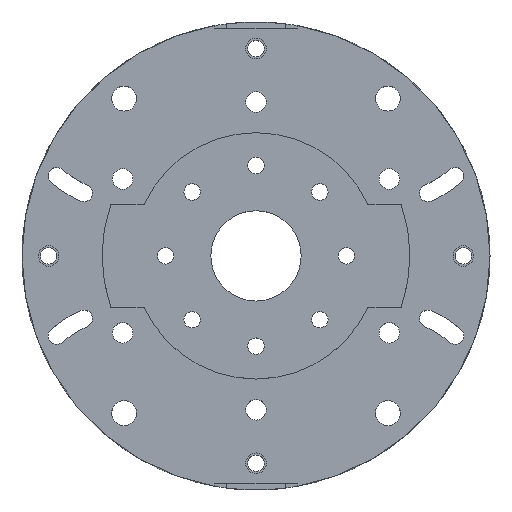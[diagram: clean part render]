
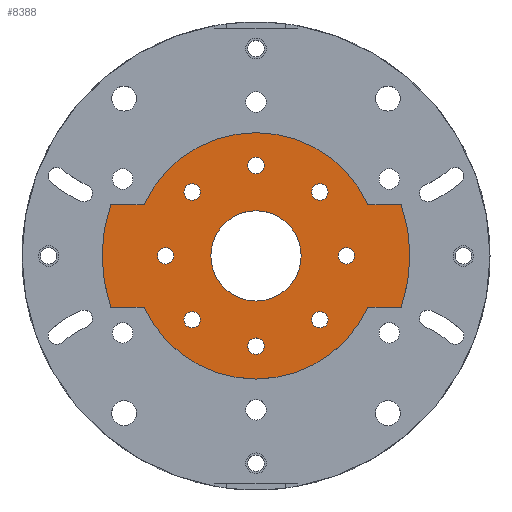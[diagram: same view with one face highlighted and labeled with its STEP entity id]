
A CAD part, top view. The second image highlights one B-rep face of the part: STEP entity #8388.
In plain terms, the highlighted planar face has unit normal (0, 0, 1).
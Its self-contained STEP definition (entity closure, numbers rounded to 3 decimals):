
#2802=CARTESIAN_POINT('',(0.,0.,13.));
#2803=DIRECTION('',(0.,0.,-1.));
#2804=DIRECTION('',(1.,0.,0.));
#2805=AXIS2_PLACEMENT_3D('',#2802,#2803,#2804);
#2807=CARTESIAN_POINT('',(0.,0.,13.));
#2808=DIRECTION('',(0.,0.,-1.));
#2809=DIRECTION('',(-1.,0.,0.));
#2810=AXIS2_PLACEMENT_3D('',#2807,#2808,#2809);
#2812=CARTESIAN_POINT('',(-22.,0.,13.));
#2813=DIRECTION('',(0.,0.,-1.));
#2814=DIRECTION('',(1.,0.,0.));
#2815=AXIS2_PLACEMENT_3D('',#2812,#2813,#2814);
#2817=CARTESIAN_POINT('',(-22.,0.,13.));
#2818=DIRECTION('',(0.,0.,-1.));
#2819=DIRECTION('',(-1.,0.,0.));
#2820=AXIS2_PLACEMENT_3D('',#2817,#2818,#2819);
#2822=CARTESIAN_POINT('',(0.,22.,13.));
#2823=DIRECTION('',(0.,0.,-1.));
#2824=DIRECTION('',(1.,0.,0.));
#2825=AXIS2_PLACEMENT_3D('',#2822,#2823,#2824);
#2827=CARTESIAN_POINT('',(0.,22.,13.));
#2828=DIRECTION('',(0.,0.,-1.));
#2829=DIRECTION('',(-1.,0.,0.));
#2830=AXIS2_PLACEMENT_3D('',#2827,#2828,#2829);
#2832=CARTESIAN_POINT('',(22.,0.,13.));
#2833=DIRECTION('',(0.,0.,-1.));
#2834=DIRECTION('',(1.,0.,0.));
#2835=AXIS2_PLACEMENT_3D('',#2832,#2833,#2834);
#2837=CARTESIAN_POINT('',(22.,0.,13.));
#2838=DIRECTION('',(0.,0.,-1.));
#2839=DIRECTION('',(-1.,0.,0.));
#2840=AXIS2_PLACEMENT_3D('',#2837,#2838,#2839);
#2842=CARTESIAN_POINT('',(0.,-22.,13.));
#2843=DIRECTION('',(0.,0.,-1.));
#2844=DIRECTION('',(1.,0.,0.));
#2845=AXIS2_PLACEMENT_3D('',#2842,#2843,#2844);
#2847=CARTESIAN_POINT('',(0.,-22.,13.));
#2848=DIRECTION('',(0.,0.,-1.));
#2849=DIRECTION('',(-1.,0.,0.));
#2850=AXIS2_PLACEMENT_3D('',#2847,#2848,#2849);
#2852=CARTESIAN_POINT('',(-15.556,15.556,13.));
#2853=DIRECTION('',(0.,0.,-1.));
#2854=DIRECTION('',(1.,0.,0.));
#2855=AXIS2_PLACEMENT_3D('',#2852,#2853,#2854);
#2857=CARTESIAN_POINT('',(-15.556,15.556,13.));
#2858=DIRECTION('',(0.,0.,-1.));
#2859=DIRECTION('',(-1.,0.,0.));
#2860=AXIS2_PLACEMENT_3D('',#2857,#2858,#2859);
#2862=CARTESIAN_POINT('',(15.556,-15.556,13.));
#2863=DIRECTION('',(0.,0.,-1.));
#2864=DIRECTION('',(1.,0.,0.));
#2865=AXIS2_PLACEMENT_3D('',#2862,#2863,#2864);
#2867=CARTESIAN_POINT('',(15.556,-15.556,13.));
#2868=DIRECTION('',(0.,0.,-1.));
#2869=DIRECTION('',(-1.,0.,0.));
#2870=AXIS2_PLACEMENT_3D('',#2867,#2868,#2869);
#2872=CARTESIAN_POINT('',(-15.556,-15.556,13.));
#2873=DIRECTION('',(0.,0.,-1.));
#2874=DIRECTION('',(1.,0.,0.));
#2875=AXIS2_PLACEMENT_3D('',#2872,#2873,#2874);
#2877=CARTESIAN_POINT('',(-15.556,-15.556,13.));
#2878=DIRECTION('',(0.,0.,-1.));
#2879=DIRECTION('',(-1.,0.,0.));
#2880=AXIS2_PLACEMENT_3D('',#2877,#2878,#2879);
#2882=CARTESIAN_POINT('',(15.556,15.556,13.));
#2883=DIRECTION('',(0.,0.,-1.));
#2884=DIRECTION('',(1.,0.,0.));
#2885=AXIS2_PLACEMENT_3D('',#2882,#2883,#2884);
#2887=CARTESIAN_POINT('',(15.556,15.556,13.));
#2888=DIRECTION('',(0.,0.,-1.));
#2889=DIRECTION('',(-1.,0.,0.));
#2890=AXIS2_PLACEMENT_3D('',#2887,#2888,#2889);
#2892=CARTESIAN_POINT('',(0.,0.,13.));
#2893=DIRECTION('',(0.,0.,1.));
#2894=DIRECTION('',(0.909,0.417,0.));
#2895=AXIS2_PLACEMENT_3D('',#2892,#2893,#2894);
#2897=DIRECTION('',(-1.,0.,0.));
#2898=VECTOR('',#2897,8.084);
#2899=CARTESIAN_POINT('',(35.355,12.5,13.));
#2900=LINE('',#2899,#2898);
#2901=CARTESIAN_POINT('',(0.,0.,13.));
#2902=DIRECTION('',(0.,0.,1.));
#2903=DIRECTION('',(0.943,-0.333,0.));
#2904=AXIS2_PLACEMENT_3D('',#2901,#2902,#2903);
#2906=DIRECTION('',(1.,0.,0.));
#2907=VECTOR('',#2906,8.084);
#2908=CARTESIAN_POINT('',(27.272,-12.5,13.));
#2909=LINE('',#2908,#2907);
#2910=CARTESIAN_POINT('',(0.,0.,13.));
#2911=DIRECTION('',(0.,0.,1.));
#2912=DIRECTION('',(-0.909,-0.417,0.));
#2913=AXIS2_PLACEMENT_3D('',#2910,#2911,#2912);
#2915=DIRECTION('',(1.,0.,0.));
#2916=VECTOR('',#2915,8.084);
#2917=CARTESIAN_POINT('',(-35.355,-12.5,13.));
#2918=LINE('',#2917,#2916);
#2919=CARTESIAN_POINT('',(0.,0.,13.));
#2920=DIRECTION('',(0.,0.,1.));
#2921=DIRECTION('',(-0.943,0.333,0.));
#2922=AXIS2_PLACEMENT_3D('',#2919,#2920,#2921);
#2924=DIRECTION('',(-1.,0.,0.));
#2925=VECTOR('',#2924,8.084);
#2926=CARTESIAN_POINT('',(-27.272,12.5,13.));
#2927=LINE('',#2926,#2925);
#3783=CARTESIAN_POINT('',(11.,0.,13.));
#3784=CARTESIAN_POINT('',(-11.,0.,13.));
#3785=VERTEX_POINT('',#3783);
#3786=VERTEX_POINT('',#3784);
#3787=CARTESIAN_POINT('',(-20.,0.,13.));
#3788=CARTESIAN_POINT('',(-24.,0.,13.));
#3789=VERTEX_POINT('',#3787);
#3790=VERTEX_POINT('',#3788);
#3791=CARTESIAN_POINT('',(2.,22.,13.));
#3792=CARTESIAN_POINT('',(-2.,22.,13.));
#3793=VERTEX_POINT('',#3791);
#3794=VERTEX_POINT('',#3792);
#3795=CARTESIAN_POINT('',(24.,0.,13.));
#3796=CARTESIAN_POINT('',(20.,0.,13.));
#3797=VERTEX_POINT('',#3795);
#3798=VERTEX_POINT('',#3796);
#3799=CARTESIAN_POINT('',(2.,-22.,13.));
#3800=CARTESIAN_POINT('',(-2.,-22.,13.));
#3801=VERTEX_POINT('',#3799);
#3802=VERTEX_POINT('',#3800);
#3895=CARTESIAN_POINT('',(-35.355,12.5,13.));
#3896=CARTESIAN_POINT('',(-35.355,-12.5,13.));
#3897=VERTEX_POINT('',#3895);
#3898=VERTEX_POINT('',#3896);
#3899=CARTESIAN_POINT('',(35.355,-12.5,13.));
#3900=CARTESIAN_POINT('',(35.355,12.5,13.));
#3901=VERTEX_POINT('',#3899);
#3902=VERTEX_POINT('',#3900);
#3911=CARTESIAN_POINT('',(-13.556,15.556,13.));
#3912=CARTESIAN_POINT('',(-17.556,15.556,13.));
#3913=VERTEX_POINT('',#3911);
#3914=VERTEX_POINT('',#3912);
#3915=CARTESIAN_POINT('',(17.556,-15.556,13.));
#3916=CARTESIAN_POINT('',(13.556,-15.556,13.));
#3917=VERTEX_POINT('',#3915);
#3918=VERTEX_POINT('',#3916);
#3919=CARTESIAN_POINT('',(-13.556,-15.556,13.));
#3920=CARTESIAN_POINT('',(-17.556,-15.556,13.));
#3921=VERTEX_POINT('',#3919);
#3922=VERTEX_POINT('',#3920);
#3923=CARTESIAN_POINT('',(17.556,15.556,13.));
#3924=CARTESIAN_POINT('',(13.556,15.556,13.));
#3925=VERTEX_POINT('',#3923);
#3926=VERTEX_POINT('',#3924);
#4011=CARTESIAN_POINT('',(-27.272,-12.5,13.));
#4012=VERTEX_POINT('',#4011);
#4013=CARTESIAN_POINT('',(27.272,-12.5,13.));
#4014=VERTEX_POINT('',#4013);
#4015=CARTESIAN_POINT('',(-27.272,12.5,13.));
#4016=VERTEX_POINT('',#4015);
#4017=CARTESIAN_POINT('',(27.272,12.5,13.));
#4018=VERTEX_POINT('',#4017);
#8319=CARTESIAN_POINT('',(0.,0.,13.));
#8320=DIRECTION('',(0.,0.,1.));
#8321=DIRECTION('',(1.,0.,0.));
#8322=AXIS2_PLACEMENT_3D('',#8319,#8320,#8321);
#8323=PLANE('',#8322);
#8324=ORIENTED_EDGE('',*,*,#8245,.F.);
#8325=ORIENTED_EDGE('',*,*,#8258,.F.);
#8326=ORIENTED_EDGE('',*,*,#8272,.F.);
#8327=ORIENTED_EDGE('',*,*,#8286,.F.);
#8328=ORIENTED_EDGE('',*,*,#8299,.F.);
#8329=ORIENTED_EDGE('',*,*,#8313,.F.);
#8330=ORIENTED_EDGE('',*,*,#8215,.F.);
#8331=ORIENTED_EDGE('',*,*,#8230,.F.);
#8332=EDGE_LOOP('',(#8324,#8325,#8326,#8327,#8328,#8329,#8330,#8331));
#8333=FACE_OUTER_BOUND('',#8332,.F.);
#8335=ORIENTED_EDGE('',*,*,#8334,.F.);
#8337=ORIENTED_EDGE('',*,*,#8336,.F.);
#8338=EDGE_LOOP('',(#8335,#8337));
#8339=FACE_BOUND('',#8338,.F.);
#8341=ORIENTED_EDGE('',*,*,#8340,.F.);
#8343=ORIENTED_EDGE('',*,*,#8342,.F.);
#8344=EDGE_LOOP('',(#8341,#8343));
#8345=FACE_BOUND('',#8344,.F.);
#8347=ORIENTED_EDGE('',*,*,#8346,.F.);
#8349=ORIENTED_EDGE('',*,*,#8348,.F.);
#8350=EDGE_LOOP('',(#8347,#8349));
#8351=FACE_BOUND('',#8350,.F.);
#8353=ORIENTED_EDGE('',*,*,#8352,.F.);
#8355=ORIENTED_EDGE('',*,*,#8354,.F.);
#8356=EDGE_LOOP('',(#8353,#8355));
#8357=FACE_BOUND('',#8356,.F.);
#8359=ORIENTED_EDGE('',*,*,#8358,.F.);
#8361=ORIENTED_EDGE('',*,*,#8360,.F.);
#8362=EDGE_LOOP('',(#8359,#8361));
#8363=FACE_BOUND('',#8362,.F.);
#8365=ORIENTED_EDGE('',*,*,#8364,.F.);
#8367=ORIENTED_EDGE('',*,*,#8366,.F.);
#8368=EDGE_LOOP('',(#8365,#8367));
#8369=FACE_BOUND('',#8368,.F.);
#8371=ORIENTED_EDGE('',*,*,#8370,.F.);
#8373=ORIENTED_EDGE('',*,*,#8372,.F.);
#8374=EDGE_LOOP('',(#8371,#8373));
#8375=FACE_BOUND('',#8374,.F.);
#8377=ORIENTED_EDGE('',*,*,#8376,.F.);
#8379=ORIENTED_EDGE('',*,*,#8378,.F.);
#8380=EDGE_LOOP('',(#8377,#8379));
#8381=FACE_BOUND('',#8380,.F.);
#8383=ORIENTED_EDGE('',*,*,#8382,.F.);
#8385=ORIENTED_EDGE('',*,*,#8384,.F.);
#8386=EDGE_LOOP('',(#8383,#8385));
#8387=FACE_BOUND('',#8386,.F.);
#8388=ADVANCED_FACE('',(#8333,#8339,#8345,#8351,#8357,#8363,#8369,#8375,#8381,
#8387),#8323,.T.);
#2806=CIRCLE('',#2805,11.);
#2811=CIRCLE('',#2810,11.);
#2816=CIRCLE('',#2815,2.);
#2821=CIRCLE('',#2820,2.);
#2826=CIRCLE('',#2825,2.);
#2831=CIRCLE('',#2830,2.);
#2836=CIRCLE('',#2835,2.);
#2841=CIRCLE('',#2840,2.);
#2846=CIRCLE('',#2845,2.);
#2851=CIRCLE('',#2850,2.);
#2856=CIRCLE('',#2855,2.);
#2861=CIRCLE('',#2860,2.);
#2866=CIRCLE('',#2865,2.);
#2871=CIRCLE('',#2870,2.);
#2876=CIRCLE('',#2875,2.);
#2881=CIRCLE('',#2880,2.);
#2886=CIRCLE('',#2885,2.);
#2891=CIRCLE('',#2890,2.);
#2896=CIRCLE('',#2895,30.);
#2905=CIRCLE('',#2904,37.5);
#2914=CIRCLE('',#2913,30.);
#2923=CIRCLE('',#2922,37.5);
#8215=EDGE_CURVE('',#3897,#3898,#2923,.T.);
#8230=EDGE_CURVE('',#4016,#3897,#2927,.T.);
#8245=EDGE_CURVE('',#4018,#4016,#2896,.T.);
#8258=EDGE_CURVE('',#3902,#4018,#2900,.T.);
#8272=EDGE_CURVE('',#3901,#3902,#2905,.T.);
#8286=EDGE_CURVE('',#4014,#3901,#2909,.T.);
#8299=EDGE_CURVE('',#4012,#4014,#2914,.T.);
#8313=EDGE_CURVE('',#3898,#4012,#2918,.T.);
#8334=EDGE_CURVE('',#3789,#3790,#2816,.T.);
#8336=EDGE_CURVE('',#3790,#3789,#2821,.T.);
#8340=EDGE_CURVE('',#3793,#3794,#2826,.T.);
#8342=EDGE_CURVE('',#3794,#3793,#2831,.T.);
#8346=EDGE_CURVE('',#3797,#3798,#2836,.T.);
#8348=EDGE_CURVE('',#3798,#3797,#2841,.T.);
#8352=EDGE_CURVE('',#3801,#3802,#2846,.T.);
#8354=EDGE_CURVE('',#3802,#3801,#2851,.T.);
#8358=EDGE_CURVE('',#3913,#3914,#2856,.T.);
#8360=EDGE_CURVE('',#3914,#3913,#2861,.T.);
#8364=EDGE_CURVE('',#3917,#3918,#2866,.T.);
#8366=EDGE_CURVE('',#3918,#3917,#2871,.T.);
#8370=EDGE_CURVE('',#3921,#3922,#2876,.T.);
#8372=EDGE_CURVE('',#3922,#3921,#2881,.T.);
#8376=EDGE_CURVE('',#3925,#3926,#2886,.T.);
#8378=EDGE_CURVE('',#3926,#3925,#2891,.T.);
#8382=EDGE_CURVE('',#3785,#3786,#2806,.T.);
#8384=EDGE_CURVE('',#3786,#3785,#2811,.T.);
